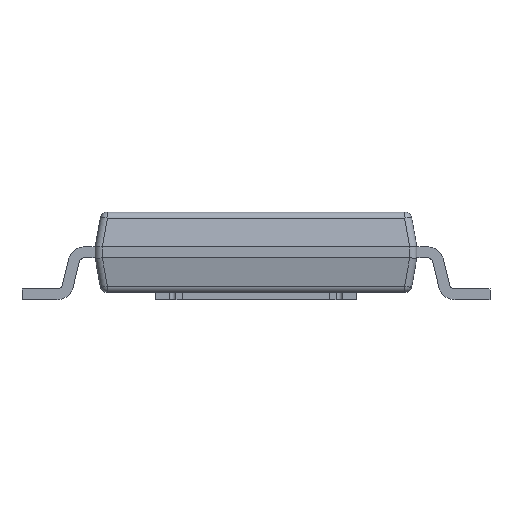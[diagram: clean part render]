
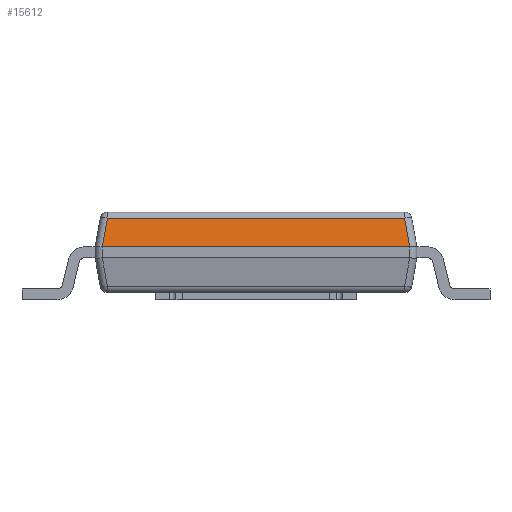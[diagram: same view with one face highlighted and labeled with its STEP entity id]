
A CAD part, left-side view. The second image highlights one B-rep face of the part: STEP entity #15612.
In plain terms, the highlighted planar face has unit normal (-0.985, 0, 0.174).
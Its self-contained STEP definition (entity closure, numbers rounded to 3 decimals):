
#256 = EDGE_CURVE ( 'NONE', #3904, #19199, #5035, .T. ) ;
#410 = CARTESIAN_POINT ( 'NONE',  ( -2.5, -2.1, 0.725 ) ) ;
#660 = CARTESIAN_POINT ( 'NONE',  ( -2.5, -2.102, 0.725 ) ) ;
#756 = EDGE_LOOP ( 'NONE', ( #3150, #2391, #17170, #15147, #11808, #791 ) ) ;
#791 = ORIENTED_EDGE ( 'NONE', *, *, #8654, .T. ) ;
#1498 = EDGE_CURVE ( 'NONE', #22170, #3904, #10029, .T. ) ;
#1698 = VECTOR ( 'NONE', #19348, 1000. ) ;
#2183 = CARTESIAN_POINT ( 'NONE',  ( -2.5, 2.102, 0.725 ) ) ;
#2190 = VERTEX_POINT ( 'NONE', #21123 ) ;
#2391 = ORIENTED_EDGE ( 'NONE', *, *, #1498, .T. ) ;
#2632 = FACE_OUTER_BOUND ( 'NONE', #756, .T. ) ;
#3150 = ORIENTED_EDGE ( 'NONE', *, *, #13415, .F. ) ;
#3257 = DIRECTION ( 'NONE',  ( 0., 1., 0. ) ) ;
#3704 = CARTESIAN_POINT ( 'NONE',  ( -2.5, 2.1, 0.725 ) ) ;
#3734 = CARTESIAN_POINT ( 'NONE',  ( -2.431, 0., 1.117 ) ) ;
#3904 = VERTEX_POINT ( 'NONE', #660 ) ;
#4209 = EDGE_CURVE ( 'NONE', #2190, #7808, #23970, .T. ) ;
#5035 = LINE ( 'NONE', #22405, #22588 ) ;
#5960 = CARTESIAN_POINT ( 'NONE',  ( -2.5, 2.2, 0.725 ) ) ;
#6484 = CARTESIAN_POINT ( 'NONE',  ( -2.5, -2.101, 0.725 ) ) ;
#6564 = DIRECTION ( 'NONE',  ( -0.171, 0.171, -0.97 ) ) ;
#7808 = VERTEX_POINT ( 'NONE', #2183 ) ;
#8291 =( BOUNDED_CURVE ( )  B_SPLINE_CURVE ( 3, ( #10786, #11140, #24077, #3704 ),
 .UNSPECIFIED., .F., .T. ) 
 B_SPLINE_CURVE_WITH_KNOTS ( ( 4, 4 ),
 ( 6.268, 6.283 ),
 .UNSPECIFIED. ) 
 CURVE ( )  GEOMETRIC_REPRESENTATION_ITEM ( )  RATIONAL_B_SPLINE_CURVE ( ( 1., 1., 1., 1. ) ) 
 REPRESENTATION_ITEM ( '' )  );
#8654 = EDGE_CURVE ( 'NONE', #7808, #23616, #8291, .T. ) ;
#10029 =( BOUNDED_CURVE ( )  B_SPLINE_CURVE ( 3, ( #410, #23510, #6484, #21157 ),
 .UNSPECIFIED., .F., .T. ) 
 B_SPLINE_CURVE_WITH_KNOTS ( ( 4, 4 ),
 ( 0., 0.015 ),
 .UNSPECIFIED. ) 
 CURVE ( )  GEOMETRIC_REPRESENTATION_ITEM ( )  RATIONAL_B_SPLINE_CURVE ( ( 1., 1., 1., 1. ) ) 
 REPRESENTATION_ITEM ( '' )  );
#10418 = CARTESIAN_POINT ( 'NONE',  ( -2.357, 1.959, 1.535 ) ) ;
#10786 = CARTESIAN_POINT ( 'NONE',  ( -2.5, 2.102, 0.725 ) ) ;
#11057 = DIRECTION ( 'NONE',  ( -0.985, 0., 0.174 ) ) ;
#11140 = CARTESIAN_POINT ( 'NONE',  ( -2.5, 2.101, 0.725 ) ) ;
#11596 = CARTESIAN_POINT ( 'NONE',  ( -2.5, 2.1, 0.725 ) ) ;
#11808 = ORIENTED_EDGE ( 'NONE', *, *, #4209, .T. ) ;
#12315 = LINE ( 'NONE', #3734, #22864 ) ;
#12613 = DIRECTION ( 'NONE',  ( 0.171, 0.171, 0.97 ) ) ;
#13063 = CARTESIAN_POINT ( 'NONE',  ( -2.416, 0., 1.2 ) ) ;
#13415 = EDGE_CURVE ( 'NONE', #22170, #23616, #15417, .T. ) ;
#15147 = ORIENTED_EDGE ( 'NONE', *, *, #20908, .T. ) ;
#15310 = AXIS2_PLACEMENT_3D ( 'NONE', #13063, #11057, #3257 ) ;
#15417 = LINE ( 'NONE', #5960, #1698 ) ;
#15612 = ADVANCED_FACE ( 'NONE', ( #2632 ), #21605, .T. ) ;
#17170 = ORIENTED_EDGE ( 'NONE', *, *, #256, .T. ) ;
#18741 = DIRECTION ( 'NONE',  ( 0., 1., 0. ) ) ;
#18964 = CARTESIAN_POINT ( 'NONE',  ( -2.431, -2.032, 1.117 ) ) ;
#19199 = VERTEX_POINT ( 'NONE', #18964 ) ;
#19348 = DIRECTION ( 'NONE',  ( 0., 1., 0. ) ) ;
#19911 = VECTOR ( 'NONE', #6564, 1000. ) ;
#20908 = EDGE_CURVE ( 'NONE', #19199, #2190, #12315, .T. ) ;
#21123 = CARTESIAN_POINT ( 'NONE',  ( -2.431, 2.032, 1.117 ) ) ;
#21157 = CARTESIAN_POINT ( 'NONE',  ( -2.5, -2.102, 0.725 ) ) ;
#21605 = PLANE ( 'NONE',  #15310 ) ;
#21640 = CARTESIAN_POINT ( 'NONE',  ( -2.5, -2.1, 0.725 ) ) ;
#22170 = VERTEX_POINT ( 'NONE', #21640 ) ;
#22405 = CARTESIAN_POINT ( 'NONE',  ( -2.357, -1.959, 1.535 ) ) ;
#22588 = VECTOR ( 'NONE', #12613, 1000. ) ;
#22864 = VECTOR ( 'NONE', #18741, 1000. ) ;
#23510 = CARTESIAN_POINT ( 'NONE',  ( -2.5, -2.101, 0.725 ) ) ;
#23616 = VERTEX_POINT ( 'NONE', #11596 ) ;
#23970 = LINE ( 'NONE', #10418, #19911 ) ;
#24077 = CARTESIAN_POINT ( 'NONE',  ( -2.5, 2.101, 0.725 ) ) ;
